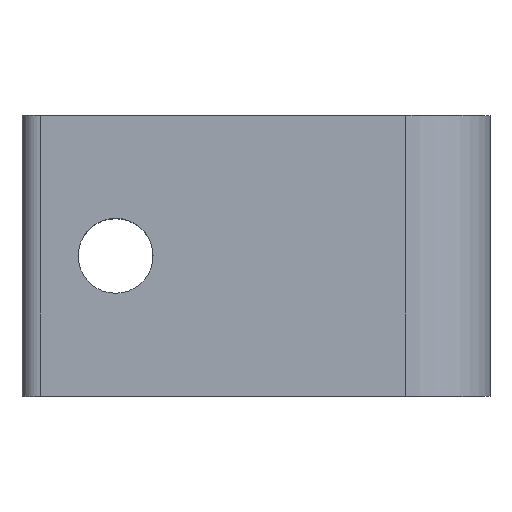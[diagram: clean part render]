
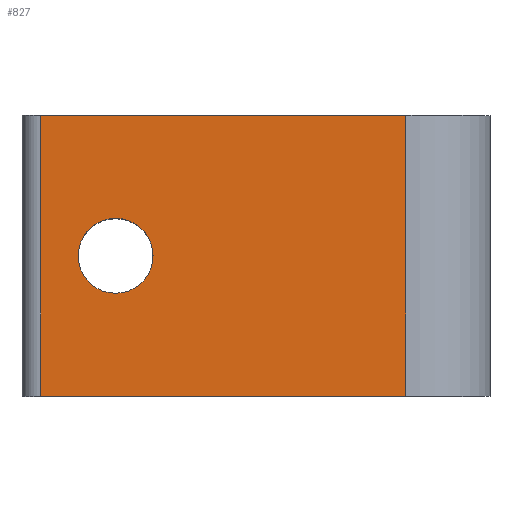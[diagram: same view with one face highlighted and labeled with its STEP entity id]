
A CAD part, top view. The second image highlights one B-rep face of the part: STEP entity #827.
In plain terms, the highlighted planar face has unit normal (0, 0, 1).
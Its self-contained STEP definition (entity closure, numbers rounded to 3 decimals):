
#32 = PLANE('',#33);
#33 = AXIS2_PLACEMENT_3D('',#34,#35,#36);
#34 = CARTESIAN_POINT('',(-25.,15.,-10.));
#35 = DIRECTION('',(0.,1.,0.));
#36 = DIRECTION('',(1.,0.,0.));
#114 = VERTEX_POINT('',#115);
#115 = CARTESIAN_POINT('',(-23.,15.,10.));
#130 = CYLINDRICAL_SURFACE('',#131,2.);
#131 = AXIS2_PLACEMENT_3D('',#132,#133,#134);
#132 = CARTESIAN_POINT('',(-23.,-15.,8.));
#133 = DIRECTION('',(0.,1.,0.));
#134 = DIRECTION('',(-1.,0.,0.));
#142 = EDGE_CURVE('',#114,#143,#145,.T.);
#143 = VERTEX_POINT('',#144);
#144 = CARTESIAN_POINT('',(16.,15.,10.));
#145 = SURFACE_CURVE('',#146,(#150,#157),.PCURVE_S1.);
#146 = LINE('',#147,#148);
#147 = CARTESIAN_POINT('',(-25.,15.,10.));
#148 = VECTOR('',#149,1.);
#149 = DIRECTION('',(1.,0.,0.));
#150 = PCURVE('',#32,#151);
#151 = DEFINITIONAL_REPRESENTATION('',(#152),#156);
#152 = LINE('',#153,#154);
#153 = CARTESIAN_POINT('',(0.,-20.));
#154 = VECTOR('',#155,1.);
#155 = DIRECTION('',(1.,0.));
#156 = ( GEOMETRIC_REPRESENTATION_CONTEXT(2) 
PARAMETRIC_REPRESENTATION_CONTEXT() REPRESENTATION_CONTEXT('2D SPACE',''
  ) );
#157 = PCURVE('',#158,#163);
#158 = PLANE('',#159);
#159 = AXIS2_PLACEMENT_3D('',#160,#161,#162);
#160 = CARTESIAN_POINT('',(0.,0.,10.));
#161 = DIRECTION('',(-0.,-0.,-1.));
#162 = DIRECTION('',(-1.,0.,0.));
#163 = DEFINITIONAL_REPRESENTATION('',(#164),#168);
#164 = LINE('',#165,#166);
#165 = CARTESIAN_POINT('',(25.,15.));
#166 = VECTOR('',#167,1.);
#167 = DIRECTION('',(-1.,0.));
#168 = ( GEOMETRIC_REPRESENTATION_CONTEXT(2) 
PARAMETRIC_REPRESENTATION_CONTEXT() REPRESENTATION_CONTEXT('2D SPACE',''
  ) );
#187 = CYLINDRICAL_SURFACE('',#188,9.);
#188 = AXIS2_PLACEMENT_3D('',#189,#190,#191);
#189 = CARTESIAN_POINT('',(16.,15.,1.));
#190 = DIRECTION('',(0.,-1.,0.));
#191 = DIRECTION('',(0.,0.,1.));
#336 = PLANE('',#337);
#337 = AXIS2_PLACEMENT_3D('',#338,#339,#340);
#338 = CARTESIAN_POINT('',(25.,-15.,-10.));
#339 = DIRECTION('',(0.,-1.,0.));
#340 = DIRECTION('',(-1.,0.,0.));
#724 = VERTEX_POINT('',#725);
#725 = CARTESIAN_POINT('',(-23.,-15.,10.));
#751 = EDGE_CURVE('',#724,#114,#752,.T.);
#752 = SURFACE_CURVE('',#753,(#757,#764),.PCURVE_S1.);
#753 = LINE('',#754,#755);
#754 = CARTESIAN_POINT('',(-23.,-15.,10.));
#755 = VECTOR('',#756,1.);
#756 = DIRECTION('',(0.,1.,0.));
#757 = PCURVE('',#130,#758);
#758 = DEFINITIONAL_REPRESENTATION('',(#759),#763);
#759 = LINE('',#760,#761);
#760 = CARTESIAN_POINT('',(1.571,0.));
#761 = VECTOR('',#762,1.);
#762 = DIRECTION('',(0.,1.));
#763 = ( GEOMETRIC_REPRESENTATION_CONTEXT(2) 
PARAMETRIC_REPRESENTATION_CONTEXT() REPRESENTATION_CONTEXT('2D SPACE',''
  ) );
#764 = PCURVE('',#158,#765);
#765 = DEFINITIONAL_REPRESENTATION('',(#766),#770);
#766 = LINE('',#767,#768);
#767 = CARTESIAN_POINT('',(23.,-15.));
#768 = VECTOR('',#769,1.);
#769 = DIRECTION('',(0.,1.));
#770 = ( GEOMETRIC_REPRESENTATION_CONTEXT(2) 
PARAMETRIC_REPRESENTATION_CONTEXT() REPRESENTATION_CONTEXT('2D SPACE',''
  ) );
#780 = VERTEX_POINT('',#781);
#781 = CARTESIAN_POINT('',(16.,-15.,10.));
#807 = EDGE_CURVE('',#143,#780,#808,.T.);
#808 = SURFACE_CURVE('',#809,(#813,#820),.PCURVE_S1.);
#809 = LINE('',#810,#811);
#810 = CARTESIAN_POINT('',(16.,15.,10.));
#811 = VECTOR('',#812,1.);
#812 = DIRECTION('',(0.,-1.,0.));
#813 = PCURVE('',#187,#814);
#814 = DEFINITIONAL_REPRESENTATION('',(#815),#819);
#815 = LINE('',#816,#817);
#816 = CARTESIAN_POINT('',(-0.,0.));
#817 = VECTOR('',#818,1.);
#818 = DIRECTION('',(-0.,1.));
#819 = ( GEOMETRIC_REPRESENTATION_CONTEXT(2) 
PARAMETRIC_REPRESENTATION_CONTEXT() REPRESENTATION_CONTEXT('2D SPACE',''
  ) );
#820 = PCURVE('',#158,#821);
#821 = DEFINITIONAL_REPRESENTATION('',(#822),#826);
#822 = LINE('',#823,#824);
#823 = CARTESIAN_POINT('',(-16.,15.));
#824 = VECTOR('',#825,1.);
#825 = DIRECTION('',(0.,-1.));
#826 = ( GEOMETRIC_REPRESENTATION_CONTEXT(2) 
PARAMETRIC_REPRESENTATION_CONTEXT() REPRESENTATION_CONTEXT('2D SPACE',''
  ) );
#827 = ADVANCED_FACE('',(#828,#854),#158,.F.);
#828 = FACE_BOUND('',#829,.F.);
#829 = EDGE_LOOP('',(#830,#831,#832,#853));
#830 = ORIENTED_EDGE('',*,*,#142,.T.);
#831 = ORIENTED_EDGE('',*,*,#807,.T.);
#832 = ORIENTED_EDGE('',*,*,#833,.T.);
#833 = EDGE_CURVE('',#780,#724,#834,.T.);
#834 = SURFACE_CURVE('',#835,(#839,#846),.PCURVE_S1.);
#835 = LINE('',#836,#837);
#836 = CARTESIAN_POINT('',(25.,-15.,10.));
#837 = VECTOR('',#838,1.);
#838 = DIRECTION('',(-1.,0.,0.));
#839 = PCURVE('',#158,#840);
#840 = DEFINITIONAL_REPRESENTATION('',(#841),#845);
#841 = LINE('',#842,#843);
#842 = CARTESIAN_POINT('',(-25.,-15.));
#843 = VECTOR('',#844,1.);
#844 = DIRECTION('',(1.,0.));
#845 = ( GEOMETRIC_REPRESENTATION_CONTEXT(2) 
PARAMETRIC_REPRESENTATION_CONTEXT() REPRESENTATION_CONTEXT('2D SPACE',''
  ) );
#846 = PCURVE('',#336,#847);
#847 = DEFINITIONAL_REPRESENTATION('',(#848),#852);
#848 = LINE('',#849,#850);
#849 = CARTESIAN_POINT('',(0.,-20.));
#850 = VECTOR('',#851,1.);
#851 = DIRECTION('',(1.,0.));
#852 = ( GEOMETRIC_REPRESENTATION_CONTEXT(2) 
PARAMETRIC_REPRESENTATION_CONTEXT() REPRESENTATION_CONTEXT('2D SPACE',''
  ) );
#853 = ORIENTED_EDGE('',*,*,#751,.T.);
#854 = FACE_BOUND('',#855,.F.);
#855 = EDGE_LOOP('',(#856));
#856 = ORIENTED_EDGE('',*,*,#857,.T.);
#857 = EDGE_CURVE('',#858,#858,#860,.T.);
#858 = VERTEX_POINT('',#859);
#859 = CARTESIAN_POINT('',(-11.,0.,10.));
#860 = SURFACE_CURVE('',#861,(#866,#877),.PCURVE_S1.);
#861 = CIRCLE('',#862,4.);
#862 = AXIS2_PLACEMENT_3D('',#863,#864,#865);
#863 = CARTESIAN_POINT('',(-15.,0.,10.));
#864 = DIRECTION('',(0.,0.,1.));
#865 = DIRECTION('',(1.,0.,0.));
#866 = PCURVE('',#158,#867);
#867 = DEFINITIONAL_REPRESENTATION('',(#868),#876);
#868 = ( BOUNDED_CURVE() B_SPLINE_CURVE(2,(#869,#870,#871,#872,#873,#874
,#875),.UNSPECIFIED.,.T.,.F.) B_SPLINE_CURVE_WITH_KNOTS((1,2,2,2,2,1),(
    -2.094,0.,2.094,4.189,6.283,
8.378),.UNSPECIFIED.) CURVE() GEOMETRIC_REPRESENTATION_ITEM() 
RATIONAL_B_SPLINE_CURVE((1.,0.5,1.,0.5,1.,0.5,1.)) REPRESENTATION_ITEM(
  '') );
#869 = CARTESIAN_POINT('',(11.,0.));
#870 = CARTESIAN_POINT('',(11.,6.928));
#871 = CARTESIAN_POINT('',(17.,3.464));
#872 = CARTESIAN_POINT('',(23.,0.));
#873 = CARTESIAN_POINT('',(17.,-3.464));
#874 = CARTESIAN_POINT('',(11.,-6.928));
#875 = CARTESIAN_POINT('',(11.,0.));
#876 = ( GEOMETRIC_REPRESENTATION_CONTEXT(2) 
PARAMETRIC_REPRESENTATION_CONTEXT() REPRESENTATION_CONTEXT('2D SPACE',''
  ) );
#877 = PCURVE('',#878,#883);
#878 = CYLINDRICAL_SURFACE('',#879,4.);
#879 = AXIS2_PLACEMENT_3D('',#880,#881,#882);
#880 = CARTESIAN_POINT('',(-15.,0.,10.));
#881 = DIRECTION('',(0.,0.,1.));
#882 = DIRECTION('',(1.,0.,0.));
#883 = DEFINITIONAL_REPRESENTATION('',(#884),#888);
#884 = LINE('',#885,#886);
#885 = CARTESIAN_POINT('',(0.,0.));
#886 = VECTOR('',#887,1.);
#887 = DIRECTION('',(1.,0.));
#888 = ( GEOMETRIC_REPRESENTATION_CONTEXT(2) 
PARAMETRIC_REPRESENTATION_CONTEXT() REPRESENTATION_CONTEXT('2D SPACE',''
  ) );
